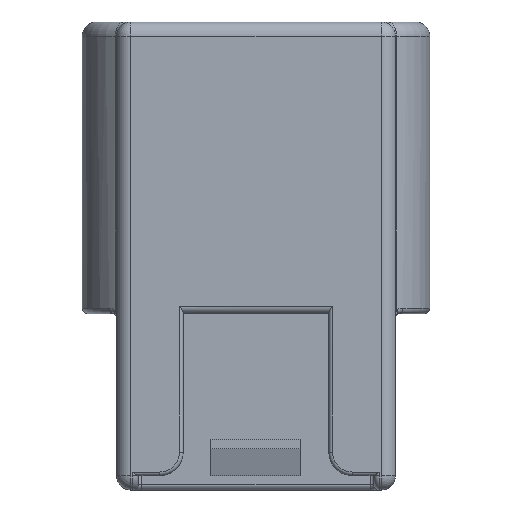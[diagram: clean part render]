
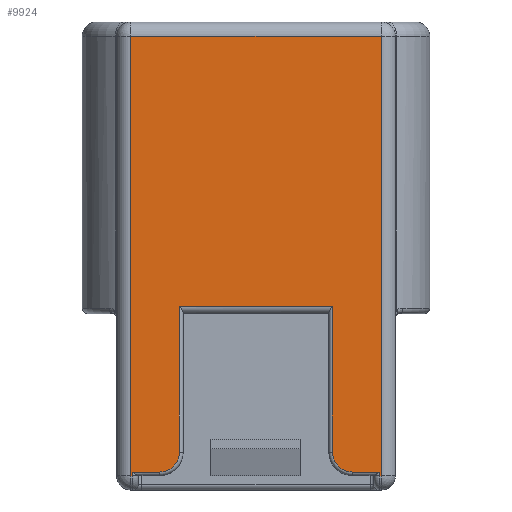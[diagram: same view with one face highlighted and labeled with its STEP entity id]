
A CAD part, front view. The second image highlights one B-rep face of the part: STEP entity #9924.
In plain terms, the highlighted planar face has unit normal (0, -1, 0).
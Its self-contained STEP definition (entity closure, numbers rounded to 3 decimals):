
#554=CIRCLE('',#10470,1.1);
#558=CIRCLE('',#10477,1.1);
#1520=FACE_OUTER_BOUND('',#2166,.T.);
#2166=EDGE_LOOP('',(#7819,#7820,#7821,#7822,#7823,#7824,#7825,#7826,#7827,
#7828,#7829,#7830,#7831,#7832));
#2721=LINE('',#15883,#3484);
#2728=LINE('',#15911,#3491);
#2729=LINE('',#15928,#3492);
#2730=LINE('',#15933,#3493);
#2731=LINE('',#15949,#3494);
#2732=LINE('',#15955,#3495);
#2796=LINE('',#16265,#3559);
#2805=LINE('',#16290,#3568);
#2806=LINE('',#16294,#3569);
#2919=LINE('',#17134,#3682);
#2920=LINE('',#17137,#3683);
#2921=LINE('',#17138,#3684);
#3484=VECTOR('',#12138,10.);
#3491=VECTOR('',#12157,10.);
#3492=VECTOR('',#12168,10.);
#3493=VECTOR('',#12173,10.);
#3494=VECTOR('',#12182,10.);
#3495=VECTOR('',#12187,10.);
#3559=VECTOR('',#12563,10.);
#3568=VECTOR('',#12592,10.);
#3569=VECTOR('',#12599,10.);
#3682=VECTOR('',#13218,10.);
#3683=VECTOR('',#13221,10.);
#3684=VECTOR('',#13222,10.);
#4260=VERTEX_POINT('',#15871);
#4261=VERTEX_POINT('',#15882);
#4265=VERTEX_POINT('',#15909);
#4266=VERTEX_POINT('',#15910);
#4267=VERTEX_POINT('',#15924);
#4268=VERTEX_POINT('',#15930);
#4269=VERTEX_POINT('',#15932);
#4270=VERTEX_POINT('',#15945);
#4271=VERTEX_POINT('',#15951);
#4273=VERTEX_POINT('',#15954);
#4276=VERTEX_POINT('',#15964);
#4363=VERTEX_POINT('',#16262);
#4523=VERTEX_POINT('',#17131);
#4524=VERTEX_POINT('',#17136);
#5204=EDGE_CURVE('',#4260,#4261,#2721,.T.);
#5214=EDGE_CURVE('',#4265,#4266,#2728,.T.);
#5217=EDGE_CURVE('',#4266,#4267,#554,.T.);
#5219=EDGE_CURVE('',#4267,#4260,#2729,.T.);
#5221=EDGE_CURVE('',#4268,#4269,#2730,.T.);
#5224=EDGE_CURVE('',#4270,#4268,#558,.T.);
#5225=EDGE_CURVE('',#4261,#4270,#2731,.T.);
#5227=EDGE_CURVE('',#4271,#4273,#2732,.T.);
#5382=EDGE_CURVE('',#4276,#4363,#2796,.T.);
#5395=EDGE_CURVE('',#4269,#4271,#2805,.T.);
#5398=EDGE_CURVE('',#4363,#4265,#2806,.T.);
#5669=EDGE_CURVE('',#4273,#4523,#2919,.T.);
#5670=EDGE_CURVE('',#4523,#4524,#2920,.T.);
#5671=EDGE_CURVE('',#4524,#4276,#2921,.T.);
#7819=ORIENTED_EDGE('',*,*,#5670,.F.);
#7820=ORIENTED_EDGE('',*,*,#5669,.F.);
#7821=ORIENTED_EDGE('',*,*,#5227,.F.);
#7822=ORIENTED_EDGE('',*,*,#5395,.F.);
#7823=ORIENTED_EDGE('',*,*,#5221,.F.);
#7824=ORIENTED_EDGE('',*,*,#5224,.F.);
#7825=ORIENTED_EDGE('',*,*,#5225,.F.);
#7826=ORIENTED_EDGE('',*,*,#5204,.F.);
#7827=ORIENTED_EDGE('',*,*,#5219,.F.);
#7828=ORIENTED_EDGE('',*,*,#5217,.F.);
#7829=ORIENTED_EDGE('',*,*,#5214,.F.);
#7830=ORIENTED_EDGE('',*,*,#5398,.F.);
#7831=ORIENTED_EDGE('',*,*,#5382,.F.);
#7832=ORIENTED_EDGE('',*,*,#5671,.F.);
#9537=PLANE('',#10903);
#9924=ADVANCED_FACE('',(#1520),#9537,.T.);
#10470=AXIS2_PLACEMENT_3D('',#15925,#12162,#12163);
#10477=AXIS2_PLACEMENT_3D('',#15947,#12178,#12179);
#10903=AXIS2_PLACEMENT_3D('',#17135,#13219,#13220);
#12138=DIRECTION('',(-1.,0.,0.));
#12157=DIRECTION('',(-1.,0.,0.));
#12162=DIRECTION('center_axis',(0.,1.,0.));
#12163=DIRECTION('ref_axis',(-0.707,0.,-0.707));
#12168=DIRECTION('',(0.,0.,1.));
#12173=DIRECTION('',(-1.,0.,0.));
#12178=DIRECTION('center_axis',(0.,1.,0.));
#12179=DIRECTION('ref_axis',(0.707,0.,-0.707));
#12182=DIRECTION('',(0.,0.,-1.));
#12187=DIRECTION('',(-1.,0.,0.));
#12563=DIRECTION('',(-1.,0.,0.));
#12592=DIRECTION('',(0.,0.,-1.));
#12599=DIRECTION('',(0.,0.,1.));
#13218=DIRECTION('',(0.,0.,1.));
#13219=DIRECTION('center_axis',(0.,-1.,0.));
#13220=DIRECTION('ref_axis',(-1.,0.,0.));
#13221=DIRECTION('',(1.,0.,0.));
#13222=DIRECTION('',(0.,0.,-1.));
#15871=CARTESIAN_POINT('',(13.9,0.,-15.8));
#15882=CARTESIAN_POINT('',(5.4,0.,-15.8));
#15883=CARTESIAN_POINT('',(14.475,0.,-15.8));
#15909=CARTESIAN_POINT('',(16.5,0.,-25.));
#15910=CARTESIAN_POINT('',(15.,0.,-25.));
#15911=CARTESIAN_POINT('',(17.125,0.,-25.));
#15924=CARTESIAN_POINT('',(13.9,0.,-23.9));
#15925=CARTESIAN_POINT('Origin',(15.,0.,-23.9));
#15928=CARTESIAN_POINT('',(13.9,0.,-8.1));
#15930=CARTESIAN_POINT('',(4.3,0.,-25.));
#15932=CARTESIAN_POINT('',(2.8,0.,-25.));
#15933=CARTESIAN_POINT('',(11.825,0.,-25.));
#15945=CARTESIAN_POINT('',(5.4,0.,-23.9));
#15947=CARTESIAN_POINT('Origin',(4.3,0.,-23.9));
#15949=CARTESIAN_POINT('',(5.4,0.,-8.1));
#15951=CARTESIAN_POINT('',(2.8,0.,-25.2));
#15954=CARTESIAN_POINT('',(2.7,0.,-25.2));
#15955=CARTESIAN_POINT('',(14.475,0.,-25.2));
#15964=CARTESIAN_POINT('',(16.6,0.,-25.2));
#16262=CARTESIAN_POINT('',(16.5,0.,-25.2));
#16265=CARTESIAN_POINT('',(14.475,0.,-25.2));
#16290=CARTESIAN_POINT('',(2.8,0.,-8.1));
#16294=CARTESIAN_POINT('',(16.5,0.,-8.1));
#17131=CARTESIAN_POINT('',(2.7,0.,-0.8));
#17134=CARTESIAN_POINT('',(2.7,0.,-8.1));
#17135=CARTESIAN_POINT('Origin',(19.3,0.,0.));
#17136=CARTESIAN_POINT('',(16.6,0.,-0.8));
#17137=CARTESIAN_POINT('',(14.475,0.,-0.8));
#17138=CARTESIAN_POINT('',(16.6,0.,-8.1));
